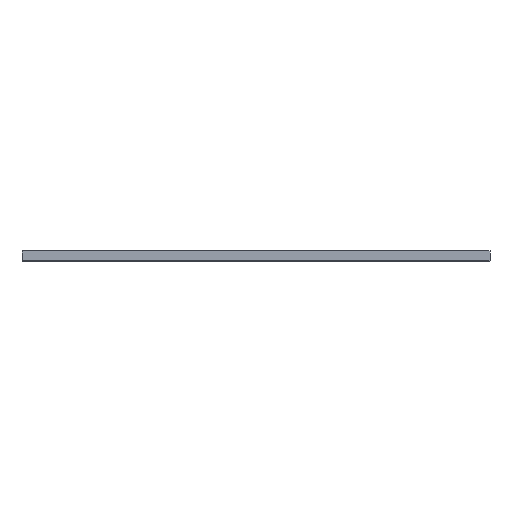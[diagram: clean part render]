
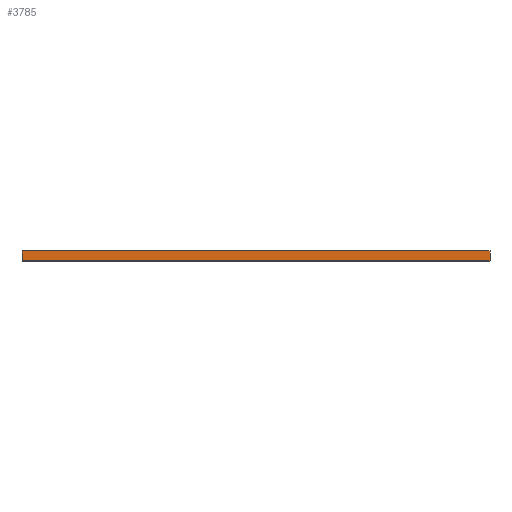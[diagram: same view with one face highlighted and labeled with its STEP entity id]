
A CAD part, top view. The second image highlights one B-rep face of the part: STEP entity #3785.
In plain terms, the highlighted planar face has unit normal (0, 0, 1).
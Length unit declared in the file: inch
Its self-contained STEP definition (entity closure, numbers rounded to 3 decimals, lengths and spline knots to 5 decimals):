
#125 = ORIENTED_EDGE ( 'NONE', *, *, #860, .T. ) ;
#204 = CARTESIAN_POINT ( 'NONE',  ( -11.8125, 0., 6.5 ) ) ;
#266 = DIRECTION ( 'NONE',  ( 1., 0., 0. ) ) ;
#335 = DIRECTION ( 'NONE',  ( 0., -1., 0. ) ) ;
#839 = CARTESIAN_POINT ( 'NONE',  ( 11.8125, 0.5, 6.5 ) ) ;
#860 = EDGE_CURVE ( 'NONE', #3953, #4327, #3235, .T. ) ;
#928 = CARTESIAN_POINT ( 'NONE',  ( -11.8125, 0.5, 6.5 ) ) ;
#1259 = LINE ( 'NONE', #3167, #2115 ) ;
#1300 = ORIENTED_EDGE ( 'NONE', *, *, #4111, .F. ) ;
#1323 = CARTESIAN_POINT ( 'NONE',  ( -11.8125, 0.5, 6.5 ) ) ;
#1396 = VECTOR ( 'NONE', #335, 39.37008 ) ;
#1465 = CARTESIAN_POINT ( 'NONE',  ( 11.8125, 0.5, 6.5 ) ) ;
#1477 = ORIENTED_EDGE ( 'NONE', *, *, #4225, .T. ) ;
#1560 = LINE ( 'NONE', #839, #1396 ) ;
#1592 = DIRECTION ( 'NONE',  ( -1., 0., 0. ) ) ;
#1704 = VECTOR ( 'NONE', #4400, 39.37008 ) ;
#2103 = EDGE_CURVE ( 'NONE', #3908, #2882, #2554, .T. ) ;
#2115 = VECTOR ( 'NONE', #4340, 39.37008 ) ;
#2440 = PLANE ( 'NONE',  #3583 ) ;
#2450 = CARTESIAN_POINT ( 'NONE',  ( 11.8125, 0., 6.5 ) ) ;
#2508 = CARTESIAN_POINT ( 'NONE',  ( -11.8125, 0., 6.5 ) ) ;
#2554 = LINE ( 'NONE', #1323, #4787 ) ;
#2882 = VERTEX_POINT ( 'NONE', #1465 ) ;
#2905 = ORIENTED_EDGE ( 'NONE', *, *, #2103, .F. ) ;
#3109 = DIRECTION ( 'NONE',  ( 0., 0., -1. ) ) ;
#3167 = CARTESIAN_POINT ( 'NONE',  ( -11.8125, 0.5, 6.5 ) ) ;
#3235 = LINE ( 'NONE', #2508, #1704 ) ;
#3583 = AXIS2_PLACEMENT_3D ( 'NONE', #4679, #3109, #1592 ) ;
#3785 = ADVANCED_FACE ( 'NONE', ( #4305 ), #2440, .F. ) ;
#3908 = VERTEX_POINT ( 'NONE', #928 ) ;
#3953 = VERTEX_POINT ( 'NONE', #204 ) ;
#4111 = EDGE_CURVE ( 'NONE', #2882, #4327, #1560, .T. ) ;
#4225 = EDGE_CURVE ( 'NONE', #3908, #3953, #1259, .T. ) ;
#4305 = FACE_OUTER_BOUND ( 'NONE', #4560, .T. ) ;
#4327 = VERTEX_POINT ( 'NONE', #2450 ) ;
#4340 = DIRECTION ( 'NONE',  ( 0., -1., 0. ) ) ;
#4400 = DIRECTION ( 'NONE',  ( 1., 0., 0. ) ) ;
#4560 = EDGE_LOOP ( 'NONE', ( #125, #1300, #2905, #1477 ) ) ;
#4679 = CARTESIAN_POINT ( 'NONE',  ( -11.8125, 0.5, 6.5 ) ) ;
#4787 = VECTOR ( 'NONE', #266, 39.37008 ) ;
